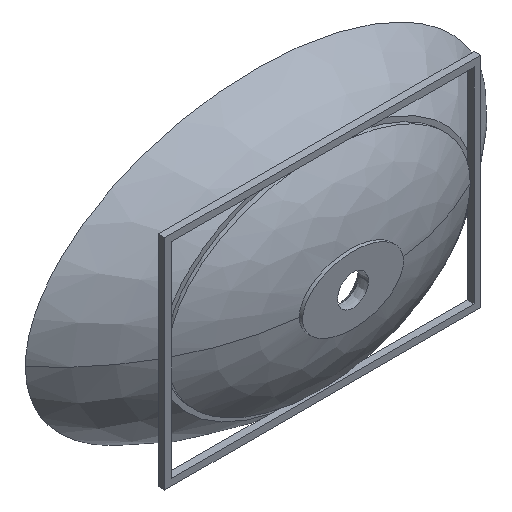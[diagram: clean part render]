
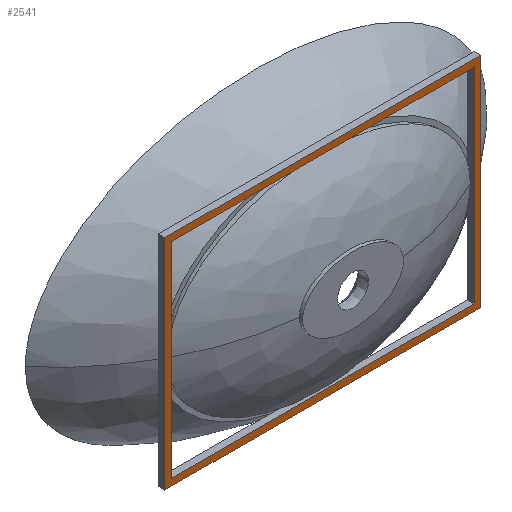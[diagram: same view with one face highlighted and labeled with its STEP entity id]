
A CAD part, isometric view. The second image highlights one B-rep face of the part: STEP entity #2541.
In plain terms, the highlighted planar face has unit normal (0, -1, 0).
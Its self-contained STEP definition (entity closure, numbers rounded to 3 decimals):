
#85 = VECTOR ( 'NONE', #2834, 1000. ) ;
#136 = ORIENTED_EDGE ( 'NONE', *, *, #2750, .T. ) ;
#292 = VECTOR ( 'NONE', #1534, 1000. ) ;
#316 = EDGE_LOOP ( 'NONE', ( #1482, #599, #1070, #1506 ) ) ;
#331 = EDGE_CURVE ( 'NONE', #1903, #1553, #1569, .T. ) ;
#337 = DIRECTION ( 'NONE',  ( 0., 0., -1. ) ) ;
#407 = ORIENTED_EDGE ( 'NONE', *, *, #1263, .T. ) ;
#417 = LINE ( 'NONE', #2311, #1315 ) ;
#435 = DIRECTION ( 'NONE',  ( 0., -1., 0. ) ) ;
#599 = ORIENTED_EDGE ( 'NONE', *, *, #2700, .F. ) ;
#601 = CARTESIAN_POINT ( 'NONE',  ( -225., -100., -152.5 ) ) ;
#646 = ORIENTED_EDGE ( 'NONE', *, *, #2530, .T. ) ;
#648 = CARTESIAN_POINT ( 'NONE',  ( -235., -100., -162.5 ) ) ;
#656 = VECTOR ( 'NONE', #2603, 1000. ) ;
#657 = LINE ( 'NONE', #3412, #3332 ) ;
#686 = ORIENTED_EDGE ( 'NONE', *, *, #2776, .T. ) ;
#695 = VERTEX_POINT ( 'NONE', #3312 ) ;
#769 = FACE_OUTER_BOUND ( 'NONE', #2905, .T. ) ;
#778 = FACE_BOUND ( 'NONE', #316, .T. ) ;
#789 = CARTESIAN_POINT ( 'NONE',  ( -235., -100., 162.5 ) ) ;
#792 = CARTESIAN_POINT ( 'NONE',  ( -225., -100., 152.5 ) ) ;
#880 = VECTOR ( 'NONE', #1751, 1000. ) ;
#955 = EDGE_CURVE ( 'NONE', #1553, #2871, #1799, .T. ) ;
#1070 = ORIENTED_EDGE ( 'NONE', *, *, #955, .F. ) ;
#1086 = CARTESIAN_POINT ( 'NONE',  ( -225., -100., -152.5 ) ) ;
#1105 = CARTESIAN_POINT ( 'NONE',  ( -235., -100., 162.5 ) ) ;
#1118 = VERTEX_POINT ( 'NONE', #1275 ) ;
#1132 = DIRECTION ( 'NONE',  ( 1., 0., 0. ) ) ;
#1173 = DIRECTION ( 'NONE',  ( 0., 0., -1. ) ) ;
#1263 = EDGE_CURVE ( 'NONE', #2734, #695, #1693, .T. ) ;
#1275 = CARTESIAN_POINT ( 'NONE',  ( 225., -100., -152.5 ) ) ;
#1315 = VECTOR ( 'NONE', #2325, 1000. ) ;
#1340 = LINE ( 'NONE', #2836, #1987 ) ;
#1482 = ORIENTED_EDGE ( 'NONE', *, *, #1868, .F. ) ;
#1483 = LINE ( 'NONE', #648, #292 ) ;
#1506 = ORIENTED_EDGE ( 'NONE', *, *, #331, .F. ) ;
#1534 = DIRECTION ( 'NONE',  ( 0., 0., -1. ) ) ;
#1553 = VERTEX_POINT ( 'NONE', #792 ) ;
#1562 = CARTESIAN_POINT ( 'NONE',  ( 0., -100., 0. ) ) ;
#1569 = LINE ( 'NONE', #2786, #656 ) ;
#1693 = LINE ( 'NONE', #2081, #880 ) ;
#1751 = DIRECTION ( 'NONE',  ( 0., 0., 1. ) ) ;
#1799 = LINE ( 'NONE', #1086, #2746 ) ;
#1868 = EDGE_CURVE ( 'NONE', #1118, #1903, #417, .T. ) ;
#1903 = VERTEX_POINT ( 'NONE', #2438 ) ;
#1987 = VECTOR ( 'NONE', #2768, 1000. ) ;
#2081 = CARTESIAN_POINT ( 'NONE',  ( 235., -100., -162.5 ) ) ;
#2311 = CARTESIAN_POINT ( 'NONE',  ( 225., -100., -152.5 ) ) ;
#2325 = DIRECTION ( 'NONE',  ( 0., 0., 1. ) ) ;
#2351 = LINE ( 'NONE', #1105, #85 ) ;
#2438 = CARTESIAN_POINT ( 'NONE',  ( 225., -100., 152.5 ) ) ;
#2508 = AXIS2_PLACEMENT_3D ( 'NONE', #1562, #435, #337 ) ;
#2530 = EDGE_CURVE ( 'NONE', #3371, #2993, #1483, .T. ) ;
#2541 = ADVANCED_FACE ( 'NONE', ( #769, #778 ), #3243, .T. ) ;
#2603 = DIRECTION ( 'NONE',  ( -1., 0., 0. ) ) ;
#2700 = EDGE_CURVE ( 'NONE', #2871, #1118, #1340, .T. ) ;
#2734 = VERTEX_POINT ( 'NONE', #2830 ) ;
#2746 = VECTOR ( 'NONE', #1173, 1000. ) ;
#2750 = EDGE_CURVE ( 'NONE', #695, #3371, #2351, .T. ) ;
#2768 = DIRECTION ( 'NONE',  ( 1., 0., 0. ) ) ;
#2776 = EDGE_CURVE ( 'NONE', #2993, #2734, #657, .T. ) ;
#2786 = CARTESIAN_POINT ( 'NONE',  ( -225., -100., 152.5 ) ) ;
#2830 = CARTESIAN_POINT ( 'NONE',  ( 235., -100., -162.5 ) ) ;
#2834 = DIRECTION ( 'NONE',  ( -1., 0., 0. ) ) ;
#2836 = CARTESIAN_POINT ( 'NONE',  ( -225., -100., -152.5 ) ) ;
#2871 = VERTEX_POINT ( 'NONE', #601 ) ;
#2905 = EDGE_LOOP ( 'NONE', ( #686, #407, #136, #646 ) ) ;
#2993 = VERTEX_POINT ( 'NONE', #3353 ) ;
#3243 = PLANE ( 'NONE',  #2508 ) ;
#3312 = CARTESIAN_POINT ( 'NONE',  ( 235., -100., 162.5 ) ) ;
#3332 = VECTOR ( 'NONE', #1132, 1000. ) ;
#3353 = CARTESIAN_POINT ( 'NONE',  ( -235., -100., -162.5 ) ) ;
#3371 = VERTEX_POINT ( 'NONE', #789 ) ;
#3412 = CARTESIAN_POINT ( 'NONE',  ( -235., -100., -162.5 ) ) ;
